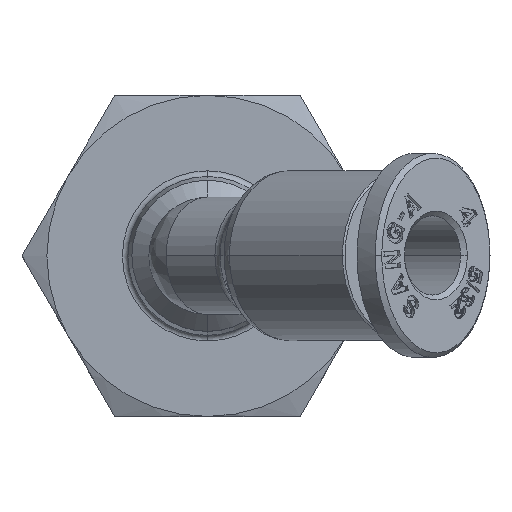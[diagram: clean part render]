
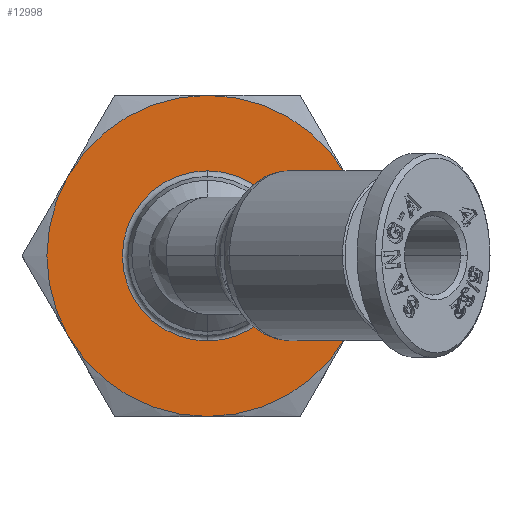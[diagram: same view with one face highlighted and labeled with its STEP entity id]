
A CAD part, top view. The second image highlights one B-rep face of the part: STEP entity #12998.
In plain terms, the highlighted planar face has unit normal (0, 0, 1).
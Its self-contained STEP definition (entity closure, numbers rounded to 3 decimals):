
#108 = DIRECTION ( 'NONE',  ( 0., 1., 0. ) ) ;
#233 = EDGE_CURVE ( 'NONE', #15043, #9539, #3689, .T. ) ;
#644 = DIRECTION ( 'NONE',  ( 0., 1., 0. ) ) ;
#660 = CARTESIAN_POINT ( 'NONE',  ( 6.691, -4.25, -0.879 ) ) ;
#669 = DIRECTION ( 'NONE',  ( 0., 1., 0. ) ) ;
#979 = DIRECTION ( 'NONE',  ( 0., 1., 0. ) ) ;
#1071 = CARTESIAN_POINT ( 'NONE',  ( -0.67, 0., -0.879 ) ) ;
#1216 = DIRECTION ( 'NONE',  ( 0., 0., -1. ) ) ;
#1404 = CARTESIAN_POINT ( 'NONE',  ( -0.67, 0., -0.879 ) ) ;
#1460 = CIRCLE ( 'NONE', #11409, 4.501 ) ;
#1507 = DIRECTION ( 'NONE',  ( 0., 0., -1. ) ) ;
#2042 = EDGE_LOOP ( 'NONE', ( #5820, #11247 ) ) ;
#2731 = DIRECTION ( 'NONE',  ( 0., 0., -1. ) ) ;
#3014 = PLANE ( 'NONE',  #12322 ) ;
#3230 = CARTESIAN_POINT ( 'NONE',  ( -0.67, 0., -0.879 ) ) ;
#3278 = CARTESIAN_POINT ( 'NONE',  ( -0.67, 8.5, -0.879 ) ) ;
#3689 = CIRCLE ( 'NONE', #14652, 8.5 ) ;
#3808 = VERTEX_POINT ( 'NONE', #10704 ) ;
#3847 = CARTESIAN_POINT ( 'NONE',  ( -0.67, 0., -0.879 ) ) ;
#4471 = AXIS2_PLACEMENT_3D ( 'NONE', #1071, #13823, #979 ) ;
#4828 = EDGE_CURVE ( 'NONE', #7224, #7815, #1460, .T. ) ;
#4888 = ORIENTED_EDGE ( 'NONE', *, *, #13906, .F. ) ;
#4930 = CIRCLE ( 'NONE', #4471, 8.5 ) ;
#4957 = CIRCLE ( 'NONE', #8300, 8.5 ) ;
#5037 = EDGE_CURVE ( 'NONE', #7314, #3808, #4930, .T. ) ;
#5113 = FACE_BOUND ( 'NONE', #2042, .T. ) ;
#5520 = AXIS2_PLACEMENT_3D ( 'NONE', #3847, #13328, #13379 ) ;
#5820 = ORIENTED_EDGE ( 'NONE', *, *, #9380, .F. ) ;
#6136 = EDGE_CURVE ( 'NONE', #13025, #7314, #7268, .T. ) ;
#6226 = FACE_OUTER_BOUND ( 'NONE', #7254, .T. ) ;
#7102 = CARTESIAN_POINT ( 'NONE',  ( -0.67, 0., -0.879 ) ) ;
#7147 = CARTESIAN_POINT ( 'NONE',  ( -0.67, 0., -0.879 ) ) ;
#7224 = VERTEX_POINT ( 'NONE', #9200 ) ;
#7254 = EDGE_LOOP ( 'NONE', ( #4888, #10509, #12106, #7628, #10504, #9381 ) ) ;
#7268 = CIRCLE ( 'NONE', #8405, 8.5 ) ;
#7314 = VERTEX_POINT ( 'NONE', #14266 ) ;
#7593 = CARTESIAN_POINT ( 'NONE',  ( -0.67, 4.501, -0.879 ) ) ;
#7628 = ORIENTED_EDGE ( 'NONE', *, *, #12171, .F. ) ;
#7660 = DIRECTION ( 'NONE',  ( 0., 0., -1. ) ) ;
#7815 = VERTEX_POINT ( 'NONE', #7593 ) ;
#8300 = AXIS2_PLACEMENT_3D ( 'NONE', #13454, #7660, #644 ) ;
#8405 = AXIS2_PLACEMENT_3D ( 'NONE', #1404, #1507, #108 ) ;
#8849 = VERTEX_POINT ( 'NONE', #10188 ) ;
#8918 = CARTESIAN_POINT ( 'NONE',  ( -0.67, 0., -0.879 ) ) ;
#9153 = AXIS2_PLACEMENT_3D ( 'NONE', #7102, #1216, #14119 ) ;
#9200 = CARTESIAN_POINT ( 'NONE',  ( -0.67, -4.501, -0.879 ) ) ;
#9207 = CIRCLE ( 'NONE', #9153, 8.5 ) ;
#9380 = EDGE_CURVE ( 'NONE', #7815, #7224, #12604, .T. ) ;
#9381 = ORIENTED_EDGE ( 'NONE', *, *, #233, .F. ) ;
#9539 = VERTEX_POINT ( 'NONE', #3278 ) ;
#9716 = CARTESIAN_POINT ( 'NONE',  ( -0.67, 0., -0.879 ) ) ;
#9916 = CARTESIAN_POINT ( 'NONE',  ( -8.032, 4.25, -0.879 ) ) ;
#10154 = DIRECTION ( 'NONE',  ( 0., 0., -1. ) ) ;
#10188 = CARTESIAN_POINT ( 'NONE',  ( 6.691, 4.25, -0.879 ) ) ;
#10504 = ORIENTED_EDGE ( 'NONE', *, *, #10998, .F. ) ;
#10509 = ORIENTED_EDGE ( 'NONE', *, *, #5037, .F. ) ;
#10704 = CARTESIAN_POINT ( 'NONE',  ( -8.032, -4.25, -0.879 ) ) ;
#10767 = DIRECTION ( 'NONE',  ( 0., 1., 0. ) ) ;
#10998 = EDGE_CURVE ( 'NONE', #9539, #8849, #9207, .T. ) ;
#11247 = ORIENTED_EDGE ( 'NONE', *, *, #4828, .F. ) ;
#11409 = AXIS2_PLACEMENT_3D ( 'NONE', #3230, #14745, #669 ) ;
#12106 = ORIENTED_EDGE ( 'NONE', *, *, #6136, .F. ) ;
#12171 = EDGE_CURVE ( 'NONE', #8849, #13025, #4957, .T. ) ;
#12322 = AXIS2_PLACEMENT_3D ( 'NONE', #8918, #10154, #14634 ) ;
#12604 = CIRCLE ( 'NONE', #5520, 4.501 ) ;
#12901 = DIRECTION ( 'NONE',  ( 0., 0., -1. ) ) ;
#12998 = ADVANCED_FACE ( 'NONE', ( #5113, #6226 ), #3014, .F. ) ;
#13025 = VERTEX_POINT ( 'NONE', #660 ) ;
#13328 = DIRECTION ( 'NONE',  ( 0., 0., 1. ) ) ;
#13379 = DIRECTION ( 'NONE',  ( 0., 1., 0. ) ) ;
#13454 = CARTESIAN_POINT ( 'NONE',  ( -0.67, 0., -0.879 ) ) ;
#13779 = AXIS2_PLACEMENT_3D ( 'NONE', #9716, #2731, #10767 ) ;
#13823 = DIRECTION ( 'NONE',  ( 0., 0., -1. ) ) ;
#13906 = EDGE_CURVE ( 'NONE', #3808, #15043, #15096, .T. ) ;
#14119 = DIRECTION ( 'NONE',  ( 0., 1., 0. ) ) ;
#14266 = CARTESIAN_POINT ( 'NONE',  ( -0.67, -8.5, -0.879 ) ) ;
#14634 = DIRECTION ( 'NONE',  ( -1., 0., 0. ) ) ;
#14652 = AXIS2_PLACEMENT_3D ( 'NONE', #7147, #12901, #14982 ) ;
#14745 = DIRECTION ( 'NONE',  ( 0., 0., 1. ) ) ;
#14982 = DIRECTION ( 'NONE',  ( 0., 1., 0. ) ) ;
#15043 = VERTEX_POINT ( 'NONE', #9916 ) ;
#15096 = CIRCLE ( 'NONE', #13779, 8.5 ) ;
